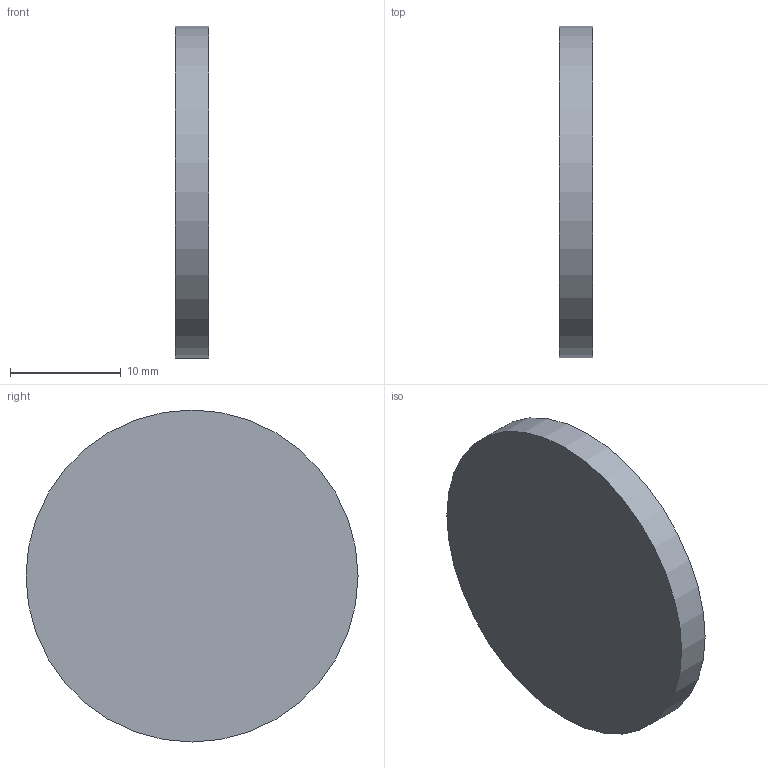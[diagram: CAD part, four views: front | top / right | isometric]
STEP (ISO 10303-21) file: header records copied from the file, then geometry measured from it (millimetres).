
FILE_DESCRIPTION (( 'STEP AP203' ), '1' );
FILE_NAME ('260022.STEP', '2025-05-26T02:51:11', ( 'Windows User' ), ( 'P R C' ), 'SwSTEP 2.0', 'SolidWorks 2020', '' );
FILE_SCHEMA (( 'CONFIG_CONTROL_DESIGN' ));
Length unit declared in the file: millimetre
Products named in the file (1): 260022
Bounding box: 3 x 30 x 30 mm (x, y, z)
Volume: 2120.6 mm3; surface area: 1696.5 mm2
Topology: 1 solids, 1 shells, 3 faces, 4 edges, 3 vertices
Faces by surface type: plane 2, cylinder 1
Full cylindrical faces by diameter (mm): 30 x1
Entity records: 131 total; most frequent: DIRECTION 12, PERSON_AND_ORGANIZATION 8, CARTESIAN_POINT 8, AXIS2_PLACEMENT_3D 6, DATE_AND_TIME 5, LOCAL_TIME 5, PERSON_AND_ORGANIZATION_ROLE 5, CALENDAR_DATE 5
